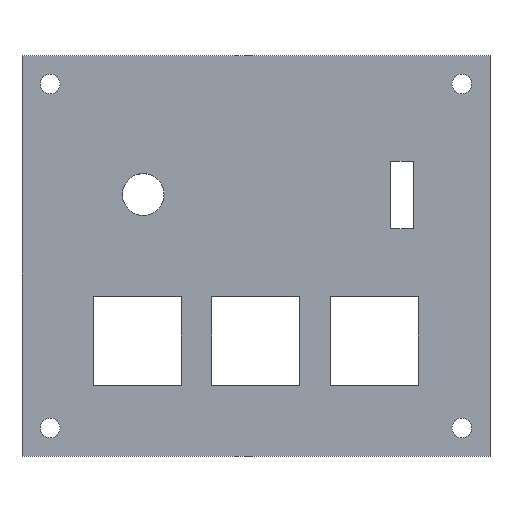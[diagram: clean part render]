
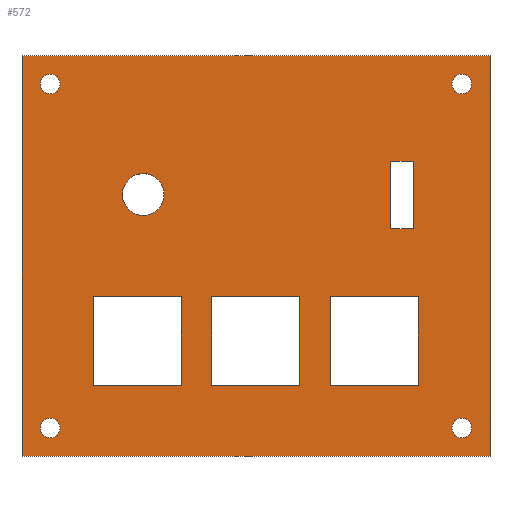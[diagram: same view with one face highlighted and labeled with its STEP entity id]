
A CAD part, top view. The second image highlights one B-rep face of the part: STEP entity #572.
In plain terms, the highlighted planar face has unit normal (0, 0, 1).
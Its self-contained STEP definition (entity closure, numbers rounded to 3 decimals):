
#15=FACE_BOUND('',#108,.T.);
#16=FACE_BOUND('',#109,.T.);
#17=FACE_BOUND('',#110,.T.);
#18=FACE_BOUND('',#111,.T.);
#19=FACE_BOUND('',#112,.T.);
#20=FACE_BOUND('',#113,.T.);
#21=FACE_BOUND('',#114,.T.);
#22=FACE_BOUND('',#115,.T.);
#23=FACE_BOUND('',#116,.T.);
#53=PLANE('',#623);
#80=FACE_OUTER_BOUND('',#107,.T.);
#107=EDGE_LOOP('',(#492,#493,#494,#495));
#108=EDGE_LOOP('',(#496));
#109=EDGE_LOOP('',(#497));
#110=EDGE_LOOP('',(#498));
#111=EDGE_LOOP('',(#499));
#112=EDGE_LOOP('',(#500,#501,#502,#503));
#113=EDGE_LOOP('',(#504,#505,#506,#507));
#114=EDGE_LOOP('',(#508,#509,#510,#511));
#115=EDGE_LOOP('',(#512));
#116=EDGE_LOOP('',(#513,#514,#515,#516));
#131=LINE('',#794,#196);
#135=LINE('',#802,#200);
#138=LINE('',#808,#203);
#141=LINE('',#813,#206);
#143=LINE('',#818,#208);
#147=LINE('',#826,#212);
#150=LINE('',#832,#215);
#153=LINE('',#837,#218);
#155=LINE('',#842,#220);
#159=LINE('',#850,#224);
#162=LINE('',#856,#227);
#165=LINE('',#861,#230);
#168=LINE('',#872,#233);
#172=LINE('',#880,#237);
#175=LINE('',#886,#240);
#178=LINE('',#891,#243);
#182=LINE('',#900,#247);
#185=LINE('',#906,#250);
#188=LINE('',#912,#253);
#191=LINE('',#916,#256);
#196=VECTOR('',#657,10.);
#200=VECTOR('',#663,10.);
#203=VECTOR('',#668,10.);
#206=VECTOR('',#673,10.);
#208=VECTOR('',#677,10.);
#212=VECTOR('',#683,10.);
#215=VECTOR('',#688,10.);
#218=VECTOR('',#693,10.);
#220=VECTOR('',#697,10.);
#224=VECTOR('',#703,10.);
#227=VECTOR('',#708,10.);
#230=VECTOR('',#713,10.);
#233=VECTOR('',#724,10.);
#237=VECTOR('',#730,10.);
#240=VECTOR('',#735,10.);
#243=VECTOR('',#740,10.);
#247=VECTOR('',#746,10.);
#250=VECTOR('',#751,10.);
#253=VECTOR('',#756,10.);
#256=VECTOR('',#761,10.);
#257=CIRCLE('',#589,1.75);
#259=CIRCLE('',#592,1.75);
#261=CIRCLE('',#595,1.75);
#263=CIRCLE('',#598,1.75);
#266=CIRCLE('',#614,3.7);
#267=VERTEX_POINT('',#768);
#269=VERTEX_POINT('',#774);
#271=VERTEX_POINT('',#780);
#273=VERTEX_POINT('',#786);
#275=VERTEX_POINT('',#792);
#276=VERTEX_POINT('',#793);
#279=VERTEX_POINT('',#801);
#281=VERTEX_POINT('',#807);
#283=VERTEX_POINT('',#816);
#284=VERTEX_POINT('',#817);
#287=VERTEX_POINT('',#825);
#289=VERTEX_POINT('',#831);
#291=VERTEX_POINT('',#840);
#292=VERTEX_POINT('',#841);
#295=VERTEX_POINT('',#849);
#297=VERTEX_POINT('',#855);
#300=VERTEX_POINT('',#866);
#301=VERTEX_POINT('',#870);
#302=VERTEX_POINT('',#871);
#305=VERTEX_POINT('',#879);
#307=VERTEX_POINT('',#885);
#311=VERTEX_POINT('',#897);
#312=VERTEX_POINT('',#899);
#314=VERTEX_POINT('',#905);
#316=VERTEX_POINT('',#911);
#317=EDGE_CURVE('',#267,#267,#257,.T.);
#320=EDGE_CURVE('',#269,#269,#259,.T.);
#323=EDGE_CURVE('',#271,#271,#261,.T.);
#326=EDGE_CURVE('',#273,#273,#263,.T.);
#329=EDGE_CURVE('',#275,#276,#131,.T.);
#333=EDGE_CURVE('',#276,#279,#135,.T.);
#336=EDGE_CURVE('',#279,#281,#138,.T.);
#339=EDGE_CURVE('',#281,#275,#141,.T.);
#341=EDGE_CURVE('',#283,#284,#143,.T.);
#345=EDGE_CURVE('',#284,#287,#147,.T.);
#348=EDGE_CURVE('',#287,#289,#150,.T.);
#351=EDGE_CURVE('',#289,#283,#153,.T.);
#353=EDGE_CURVE('',#291,#292,#155,.T.);
#357=EDGE_CURVE('',#292,#295,#159,.T.);
#360=EDGE_CURVE('',#295,#297,#162,.T.);
#363=EDGE_CURVE('',#297,#291,#165,.T.);
#367=EDGE_CURVE('',#300,#300,#266,.T.);
#368=EDGE_CURVE('',#301,#302,#168,.T.);
#372=EDGE_CURVE('',#302,#305,#172,.T.);
#375=EDGE_CURVE('',#305,#307,#175,.T.);
#378=EDGE_CURVE('',#307,#301,#178,.T.);
#382=EDGE_CURVE('',#312,#311,#182,.T.);
#385=EDGE_CURVE('',#314,#312,#185,.T.);
#388=EDGE_CURVE('',#316,#314,#188,.T.);
#391=EDGE_CURVE('',#311,#316,#191,.T.);
#492=ORIENTED_EDGE('',*,*,#391,.T.);
#493=ORIENTED_EDGE('',*,*,#388,.T.);
#494=ORIENTED_EDGE('',*,*,#385,.T.);
#495=ORIENTED_EDGE('',*,*,#382,.T.);
#496=ORIENTED_EDGE('',*,*,#317,.T.);
#497=ORIENTED_EDGE('',*,*,#320,.T.);
#498=ORIENTED_EDGE('',*,*,#323,.T.);
#499=ORIENTED_EDGE('',*,*,#326,.T.);
#500=ORIENTED_EDGE('',*,*,#336,.T.);
#501=ORIENTED_EDGE('',*,*,#339,.T.);
#502=ORIENTED_EDGE('',*,*,#329,.T.);
#503=ORIENTED_EDGE('',*,*,#333,.T.);
#504=ORIENTED_EDGE('',*,*,#348,.T.);
#505=ORIENTED_EDGE('',*,*,#351,.T.);
#506=ORIENTED_EDGE('',*,*,#341,.T.);
#507=ORIENTED_EDGE('',*,*,#345,.T.);
#508=ORIENTED_EDGE('',*,*,#360,.T.);
#509=ORIENTED_EDGE('',*,*,#363,.T.);
#510=ORIENTED_EDGE('',*,*,#353,.T.);
#511=ORIENTED_EDGE('',*,*,#357,.T.);
#512=ORIENTED_EDGE('',*,*,#367,.T.);
#513=ORIENTED_EDGE('',*,*,#375,.T.);
#514=ORIENTED_EDGE('',*,*,#378,.T.);
#515=ORIENTED_EDGE('',*,*,#368,.T.);
#516=ORIENTED_EDGE('',*,*,#372,.T.);
#572=ADVANCED_FACE('',(#80,#15,#16,#17,#18,#19,#20,#21,#22,#23),#53,.T.);
#589=AXIS2_PLACEMENT_3D('',#769,#629,#630);
#592=AXIS2_PLACEMENT_3D('',#775,#636,#637);
#595=AXIS2_PLACEMENT_3D('',#781,#643,#644);
#598=AXIS2_PLACEMENT_3D('',#787,#650,#651);
#614=AXIS2_PLACEMENT_3D('',#868,#720,#721);
#623=AXIS2_PLACEMENT_3D('',#917,#762,#763);
#629=DIRECTION('center_axis',(0.,0.,-1.));
#630=DIRECTION('ref_axis',(-1.,0.,0.));
#636=DIRECTION('center_axis',(0.,0.,-1.));
#637=DIRECTION('ref_axis',(-1.,0.,0.));
#643=DIRECTION('center_axis',(0.,0.,-1.));
#644=DIRECTION('ref_axis',(-1.,0.,0.));
#650=DIRECTION('center_axis',(0.,0.,-1.));
#651=DIRECTION('ref_axis',(-1.,0.,0.));
#657=DIRECTION('',(1.,0.,0.));
#663=DIRECTION('',(0.,-1.,0.));
#668=DIRECTION('',(-1.,0.,0.));
#673=DIRECTION('',(0.,1.,0.));
#677=DIRECTION('',(0.,1.,0.));
#683=DIRECTION('',(1.,0.,0.));
#688=DIRECTION('',(0.,-1.,0.));
#693=DIRECTION('',(-1.,0.,0.));
#697=DIRECTION('',(0.,1.,0.));
#703=DIRECTION('',(1.,0.,0.));
#708=DIRECTION('',(0.,-1.,0.));
#713=DIRECTION('',(-1.,0.,0.));
#720=DIRECTION('center_axis',(0.,0.,-1.));
#721=DIRECTION('ref_axis',(1.,0.,0.));
#724=DIRECTION('',(1.,0.,0.));
#730=DIRECTION('',(0.,-1.,0.));
#735=DIRECTION('',(-1.,0.,0.));
#740=DIRECTION('',(0.,1.,0.));
#746=DIRECTION('',(1.,0.,0.));
#751=DIRECTION('',(0.,-1.,0.));
#756=DIRECTION('',(-1.,0.,0.));
#761=DIRECTION('',(0.,1.,0.));
#762=DIRECTION('center_axis',(0.,0.,1.));
#763=DIRECTION('ref_axis',(1.,0.,0.));
#768=CARTESIAN_POINT('',(-3.75,5.5,3.));
#769=CARTESIAN_POINT('Origin',(-5.5,5.5,3.));
#774=CARTESIAN_POINT('',(69.25,5.5,3.));
#775=CARTESIAN_POINT('Origin',(67.5,5.5,3.));
#780=CARTESIAN_POINT('',(-3.75,-55.5,3.));
#781=CARTESIAN_POINT('Origin',(-5.5,-55.5,3.));
#786=CARTESIAN_POINT('',(69.25,-55.5,3.));
#787=CARTESIAN_POINT('Origin',(67.5,-55.5,3.));
#792=CARTESIAN_POINT('',(44.135,-32.255,3.));
#793=CARTESIAN_POINT('',(59.785,-32.255,3.));
#794=CARTESIAN_POINT('',(45.393,-32.255,3.));
#801=CARTESIAN_POINT('',(59.785,-47.905,3.));
#802=CARTESIAN_POINT('',(59.785,-36.453,3.));
#807=CARTESIAN_POINT('',(44.135,-47.905,3.));
#808=CARTESIAN_POINT('',(37.568,-47.905,3.));
#813=CARTESIAN_POINT('',(44.135,-28.628,3.));
#816=CARTESIAN_POINT('',(23.135,-47.905,3.));
#817=CARTESIAN_POINT('',(23.135,-32.255,3.));
#818=CARTESIAN_POINT('',(23.135,-28.628,3.));
#825=CARTESIAN_POINT('',(38.785,-32.255,3.));
#826=CARTESIAN_POINT('',(34.893,-32.255,3.));
#831=CARTESIAN_POINT('',(38.785,-47.905,3.));
#832=CARTESIAN_POINT('',(38.785,-36.453,3.));
#837=CARTESIAN_POINT('',(27.068,-47.905,3.));
#840=CARTESIAN_POINT('',(2.135,-47.905,3.));
#841=CARTESIAN_POINT('',(2.135,-32.255,3.));
#842=CARTESIAN_POINT('',(2.135,-28.628,3.));
#849=CARTESIAN_POINT('',(17.785,-32.255,3.));
#850=CARTESIAN_POINT('',(24.393,-32.255,3.));
#855=CARTESIAN_POINT('',(17.785,-47.905,3.));
#856=CARTESIAN_POINT('',(17.785,-36.453,3.));
#861=CARTESIAN_POINT('',(16.568,-47.905,3.));
#866=CARTESIAN_POINT('',(7.3,-14.1,3.));
#868=CARTESIAN_POINT('Origin',(11.,-14.1,3.));
#870=CARTESIAN_POINT('',(54.9,-8.17,3.));
#871=CARTESIAN_POINT('',(58.9,-8.17,3.));
#872=CARTESIAN_POINT('',(44.95,-8.17,3.));
#879=CARTESIAN_POINT('',(58.9,-20.17,3.));
#880=CARTESIAN_POINT('',(58.9,-22.585,3.));
#885=CARTESIAN_POINT('',(54.9,-20.17,3.));
#886=CARTESIAN_POINT('',(42.95,-20.17,3.));
#891=CARTESIAN_POINT('',(54.9,-16.585,3.));
#897=CARTESIAN_POINT('',(72.5,-60.5,3.));
#899=CARTESIAN_POINT('',(-10.5,-60.5,3.));
#900=CARTESIAN_POINT('',(-10.5,-60.5,3.));
#905=CARTESIAN_POINT('',(-10.5,10.5,3.));
#906=CARTESIAN_POINT('',(-10.5,10.5,3.));
#911=CARTESIAN_POINT('',(72.5,10.5,3.));
#912=CARTESIAN_POINT('',(72.5,10.5,3.));
#916=CARTESIAN_POINT('',(72.5,-60.5,3.));
#917=CARTESIAN_POINT('Origin',(31.,-25.,3.));
